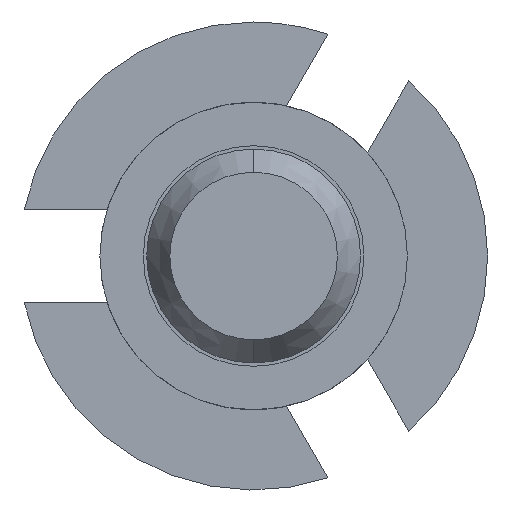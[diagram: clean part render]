
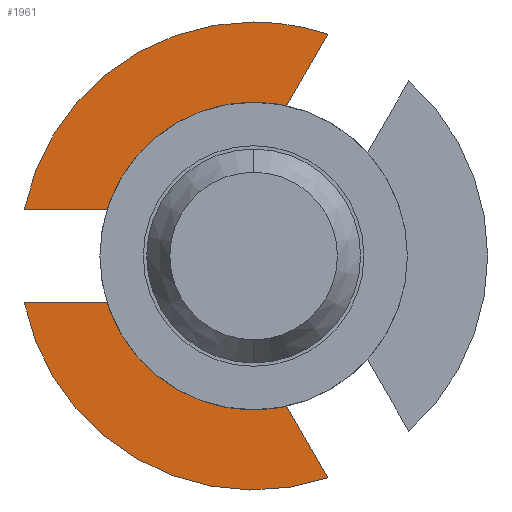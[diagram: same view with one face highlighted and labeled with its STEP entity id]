
A CAD part, front view. The second image highlights one B-rep face of the part: STEP entity #1961.
In plain terms, the highlighted planar face has unit normal (0, -1, 0).
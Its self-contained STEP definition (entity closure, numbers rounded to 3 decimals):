
#27 = CARTESIAN_POINT ( 'NONE',  ( 0., 5.5, 0. ) ) ;
#32 = ORIENTED_EDGE ( 'NONE', *, *, #1368, .T. ) ;
#60 = ORIENTED_EDGE ( 'NONE', *, *, #4077, .T. ) ;
#153 = EDGE_LOOP ( 'NONE', ( #60, #782, #877, #611, #182, #3108, #32, #3718, #4855, #4871, #1845, #1404 ) ) ;
#182 = ORIENTED_EDGE ( 'NONE', *, *, #4350, .F. ) ;
#195 = DIRECTION ( 'NONE',  ( -0.492, 0., 0.87 ) ) ;
#255 = VECTOR ( 'NONE', #527, 1000. ) ;
#294 = CARTESIAN_POINT ( 'NONE',  ( -0.61, 5.5, 0. ) ) ;
#328 = DIRECTION ( 'NONE',  ( 0., 0., 1. ) ) ;
#366 = CIRCLE ( 'NONE', #665, 1.75 ) ;
#374 = EDGE_CURVE ( 'NONE', #4502, #1248, #4193, .T. ) ;
#380 = CARTESIAN_POINT ( 'NONE',  ( 0.108, 5.5, -0.887 ) ) ;
#403 = CARTESIAN_POINT ( 'NONE',  ( -0.8, 5.5, 0.35 ) ) ;
#435 = DIRECTION ( 'NONE',  ( -0.5, 0., 0.866 ) ) ;
#502 = DIRECTION ( 'NONE',  ( 0., 0., 1. ) ) ;
#527 = DIRECTION ( 'NONE',  ( -1., 0., 0. ) ) ;
#560 = CARTESIAN_POINT ( 'NONE',  ( -0.8, 5.5, -0.35 ) ) ;
#593 = VERTEX_POINT ( 'NONE', #1042 ) ;
#611 = ORIENTED_EDGE ( 'NONE', *, *, #4293, .F. ) ;
#621 = VERTEX_POINT ( 'NONE', #3379 ) ;
#657 = AXIS2_PLACEMENT_3D ( 'NONE', #27, #2691, #1531 ) ;
#665 = AXIS2_PLACEMENT_3D ( 'NONE', #3419, #1519, #502 ) ;
#780 = LINE ( 'NONE', #560, #255 ) ;
#782 = ORIENTED_EDGE ( 'NONE', *, *, #374, .T. ) ;
#826 = AXIS2_PLACEMENT_3D ( 'NONE', #3976, #3114, #873 ) ;
#873 = DIRECTION ( 'NONE',  ( 0., 0., 1. ) ) ;
#877 = ORIENTED_EDGE ( 'NONE', *, *, #3350, .T. ) ;
#898 = EDGE_CURVE ( 'NONE', #2949, #3514, #1565, .T. ) ;
#1004 = CARTESIAN_POINT ( 'NONE',  ( 0.108, 5.5, 0.887 ) ) ;
#1017 = LINE ( 'NONE', #3895, #4671 ) ;
#1042 = CARTESIAN_POINT ( 'NONE',  ( -0.8, 5.5, 0.35 ) ) ;
#1063 = CARTESIAN_POINT ( 'NONE',  ( -1.715, 5.5, -0.35 ) ) ;
#1077 = VECTOR ( 'NONE', #4888, 1000. ) ;
#1248 = VERTEX_POINT ( 'NONE', #1004 ) ;
#1306 = CARTESIAN_POINT ( 'NONE',  ( 0., 5.5, 1.078 ) ) ;
#1368 = EDGE_CURVE ( 'NONE', #593, #1995, #3299, .T. ) ;
#1404 = ORIENTED_EDGE ( 'NONE', *, *, #898, .T. ) ;
#1462 = VECTOR ( 'NONE', #4662, 1000. ) ;
#1516 = VERTEX_POINT ( 'NONE', #1908 ) ;
#1519 = DIRECTION ( 'NONE',  ( 0., 1., 0. ) ) ;
#1531 = DIRECTION ( 'NONE',  ( 0., 0., -1. ) ) ;
#1565 = LINE ( 'NONE', #4388, #2540 ) ;
#1604 = LINE ( 'NONE', #294, #4667 ) ;
#1799 = CARTESIAN_POINT ( 'NONE',  ( -0.8, 5.5, -0.35 ) ) ;
#1801 = VECTOR ( 'NONE', #2373, 1000. ) ;
#1825 = LINE ( 'NONE', #380, #1462 ) ;
#1845 = ORIENTED_EDGE ( 'NONE', *, *, #2725, .T. ) ;
#1908 = CARTESIAN_POINT ( 'NONE',  ( 0.554, 5.5, -1.66 ) ) ;
#1961 = ADVANCED_FACE ( 'Defeature ausgef�hrt1_25', ( #2902 ), #3043, .T. ) ;
#1995 = VERTEX_POINT ( 'NONE', #3113 ) ;
#2033 = VERTEX_POINT ( 'NONE', #4273 ) ;
#2233 = EDGE_CURVE ( 'NONE', #1995, #4749, #780, .T. ) ;
#2357 = CARTESIAN_POINT ( 'NONE',  ( 0., 5.5, -1.078 ) ) ;
#2363 = EDGE_CURVE ( 'NONE', #621, #593, #4619, .T. ) ;
#2373 = DIRECTION ( 'NONE',  ( 1., 0., 0. ) ) ;
#2540 = VECTOR ( 'NONE', #195, 1000. ) ;
#2691 = DIRECTION ( 'NONE',  ( 0., -1., 0. ) ) ;
#2725 = EDGE_CURVE ( 'NONE', #3726, #2949, #1825, .T. ) ;
#2730 = DIRECTION ( 'NONE',  ( 0.5, 0., 0.866 ) ) ;
#2902 = FACE_OUTER_BOUND ( 'NONE', #153, .T. ) ;
#2949 = VERTEX_POINT ( 'NONE', #2357 ) ;
#2953 = EDGE_CURVE ( 'NONE', #1516, #4749, #3618, .T. ) ;
#2975 = VECTOR ( 'NONE', #435, 1000. ) ;
#3043 = PLANE ( 'NONE',  #657 ) ;
#3054 = CARTESIAN_POINT ( 'NONE',  ( 0., 5.5, 0. ) ) ;
#3106 = VECTOR ( 'NONE', #4474, 1000. ) ;
#3108 = ORIENTED_EDGE ( 'NONE', *, *, #2363, .T. ) ;
#3113 = CARTESIAN_POINT ( 'NONE',  ( -0.8, 5.5, -0.35 ) ) ;
#3114 = DIRECTION ( 'NONE',  ( 0., 1., 0. ) ) ;
#3299 = LINE ( 'NONE', #1799, #1077 ) ;
#3350 = EDGE_CURVE ( 'NONE', #1248, #2033, #1017, .T. ) ;
#3367 = DIRECTION ( 'NONE',  ( 0.492, 0., 0.87 ) ) ;
#3379 = CARTESIAN_POINT ( 'NONE',  ( -1.715, 5.5, 0.35 ) ) ;
#3419 = CARTESIAN_POINT ( 'NONE',  ( 0., 5.5, 0. ) ) ;
#3482 = CIRCLE ( 'NONE', #826, 1.75 ) ;
#3514 = VERTEX_POINT ( 'NONE', #3628 ) ;
#3589 = VERTEX_POINT ( 'NONE', #4232 ) ;
#3618 = CIRCLE ( 'NONE', #4918, 1.75 ) ;
#3628 = CARTESIAN_POINT ( 'NONE',  ( -0.61, 5.5, 0. ) ) ;
#3685 = EDGE_CURVE ( 'NONE', #1516, #3726, #4899, .T. ) ;
#3718 = ORIENTED_EDGE ( 'NONE', *, *, #2233, .T. ) ;
#3726 = VERTEX_POINT ( 'NONE', #4262 ) ;
#3828 = DIRECTION ( 'NONE',  ( 0., 1., 0. ) ) ;
#3883 = CARTESIAN_POINT ( 'NONE',  ( 0.554, 5.5, -1.66 ) ) ;
#3895 = CARTESIAN_POINT ( 'NONE',  ( 0.108, 5.5, 0.887 ) ) ;
#3976 = CARTESIAN_POINT ( 'NONE',  ( 0., 5.5, 0. ) ) ;
#4077 = EDGE_CURVE ( 'NONE', #3514, #4502, #1604, .T. ) ;
#4193 = LINE ( 'NONE', #4429, #3106 ) ;
#4232 = CARTESIAN_POINT ( 'NONE',  ( 0., 5.5, 1.75 ) ) ;
#4262 = CARTESIAN_POINT ( 'NONE',  ( 0.108, 5.5, -0.887 ) ) ;
#4273 = CARTESIAN_POINT ( 'NONE',  ( 0.554, 5.5, 1.66 ) ) ;
#4293 = EDGE_CURVE ( 'NONE', #3589, #2033, #366, .T. ) ;
#4350 = EDGE_CURVE ( 'NONE', #621, #3589, #3482, .T. ) ;
#4388 = CARTESIAN_POINT ( 'NONE',  ( 0., 5.5, -1.078 ) ) ;
#4429 = CARTESIAN_POINT ( 'NONE',  ( 0., 5.5, 1.078 ) ) ;
#4474 = DIRECTION ( 'NONE',  ( 0.492, 0., -0.87 ) ) ;
#4502 = VERTEX_POINT ( 'NONE', #1306 ) ;
#4619 = LINE ( 'NONE', #403, #1801 ) ;
#4662 = DIRECTION ( 'NONE',  ( -0.492, 0., -0.87 ) ) ;
#4667 = VECTOR ( 'NONE', #3367, 1000. ) ;
#4671 = VECTOR ( 'NONE', #2730, 1000. ) ;
#4749 = VERTEX_POINT ( 'NONE', #1063 ) ;
#4855 = ORIENTED_EDGE ( 'NONE', *, *, #2953, .F. ) ;
#4871 = ORIENTED_EDGE ( 'NONE', *, *, #3685, .T. ) ;
#4888 = DIRECTION ( 'NONE',  ( 0., 0., -1. ) ) ;
#4899 = LINE ( 'NONE', #3883, #2975 ) ;
#4918 = AXIS2_PLACEMENT_3D ( 'NONE', #3054, #3828, #328 ) ;
